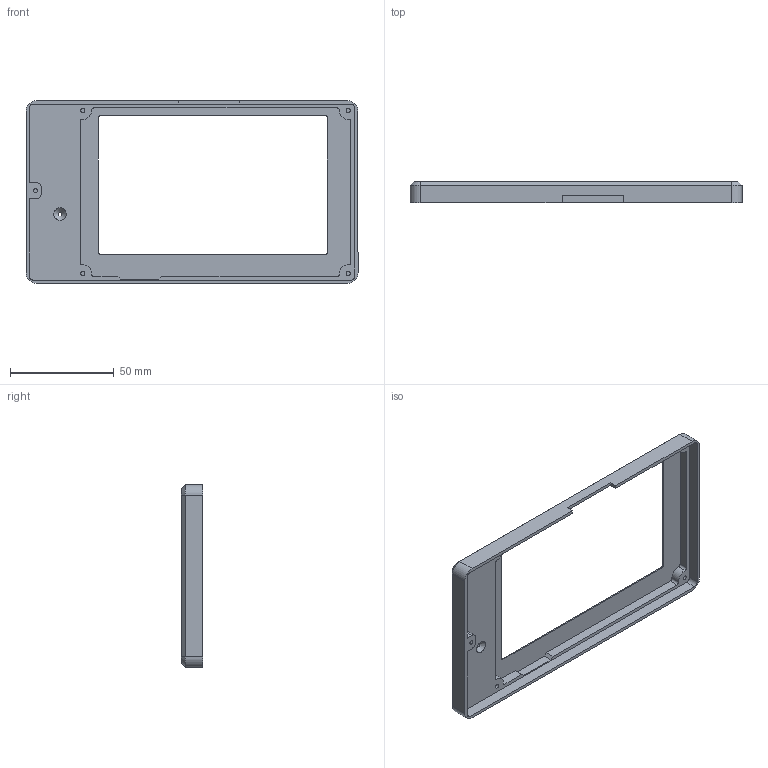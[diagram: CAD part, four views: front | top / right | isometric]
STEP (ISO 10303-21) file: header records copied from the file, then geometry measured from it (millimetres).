
FILE_DESCRIPTION(/* description */ (''),/* implementation_level */ '2;1');
FILE_NAME(/* name */ 'PD 5 Compact Hidden Wires Frontv2-3 PCB v1.step',/* time_stamp */ '2018-03-02T09:20:25+01:00',/* author */ (''),/* organization */ (''),/* preprocessor_version */ 'ST-DEVELOPER v16.13',/* originating_system */ 'Autodesk Translation Framework v6.5.0.72',/* authorisation */ '');
FILE_SCHEMA (('AUTOMOTIVE_DESIGN { 1 0 10303 214 3 1 1 }'));
Length unit declared in the file: millimetre
Products named in the file (1): PD 5 Compact Hidden Wires Frontv2-3 PCB
Bounding box: 159.8 x 10.39 x 87.9 mm (x, y, z)
Volume: 22815.9 mm3; surface area: 22491.6 mm2
Topology: 1 solids, 1 shells, 78 faces, 200 edges, 130 vertices
Faces by surface type: plane 40, cylinder 32, cone 6
Full cylindrical faces by diameter (mm): 2 x6
Entity records: 2415 total; most frequent: DIRECTION 428, CARTESIAN_POINT 409, ORIENTED_EDGE 400, EDGE_CURVE 200, AXIS2_PLACEMENT_3D 149, LINE 130, VECTOR 130, VERTEX_POINT 130
